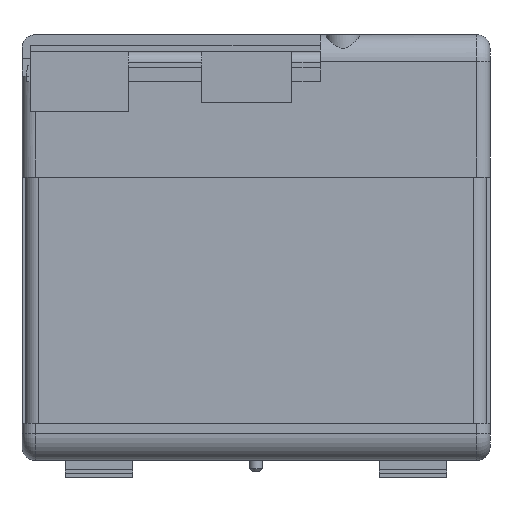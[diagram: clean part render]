
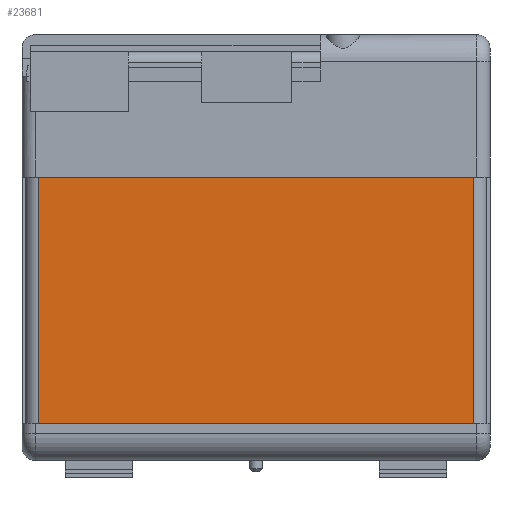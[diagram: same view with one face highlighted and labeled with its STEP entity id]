
A CAD part, front view. The second image highlights one B-rep face of the part: STEP entity #23681.
In plain terms, the highlighted planar face has unit normal (0, -1, 0).
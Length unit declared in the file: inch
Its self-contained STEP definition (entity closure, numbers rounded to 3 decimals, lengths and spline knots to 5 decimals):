
#133 = ORIENTED_EDGE ( 'NONE', *, *, #17133, .F. ) ;
#425 = EDGE_CURVE ( 'NONE', #25444, #26559, #10488, .T. ) ;
#3319 = CARTESIAN_POINT ( 'NONE',  ( -2.02, -2.9225, 0.655 ) ) ;
#3661 = DIRECTION ( 'NONE',  ( 0., 0., -1. ) ) ;
#3760 = CARTESIAN_POINT ( 'NONE',  ( -2.02, -2.9225, 0.655 ) ) ;
#4196 = FACE_OUTER_BOUND ( 'NONE', #16667, .T. ) ;
#5106 = EDGE_CURVE ( 'NONE', #18067, #15879, #5422, .T. ) ;
#5422 = LINE ( 'NONE', #8644, #18259 ) ;
#7804 = AXIS2_PLACEMENT_3D ( 'NONE', #26448, #12051, #28886 ) ;
#8644 = CARTESIAN_POINT ( 'NONE',  ( 2.02, -2.9225, 0.655 ) ) ;
#10488 = LINE ( 'NONE', #3760, #17644 ) ;
#11961 = PLANE ( 'NONE',  #7804 ) ;
#12051 = DIRECTION ( 'NONE',  ( 0., -1., 0. ) ) ;
#12104 = DIRECTION ( 'NONE',  ( -1., 0., 0. ) ) ;
#12186 = LINE ( 'NONE', #12579, #24973 ) ;
#12434 = CARTESIAN_POINT ( 'NONE',  ( 2.02, -2.9225, -1.63 ) ) ;
#12470 = DIRECTION ( 'NONE',  ( -1., 0., 0. ) ) ;
#12579 = CARTESIAN_POINT ( 'NONE',  ( 2.02, -2.9225, 0.655 ) ) ;
#13400 = VECTOR ( 'NONE', #12104, 39.37008 ) ;
#14160 = LINE ( 'NONE', #12434, #13400 ) ;
#15879 = VERTEX_POINT ( 'NONE', #17931 ) ;
#16667 = EDGE_LOOP ( 'NONE', ( #133, #31252, #17839, #19370 ) ) ;
#17133 = EDGE_CURVE ( 'NONE', #15879, #26559, #14160, .T. ) ;
#17351 = CARTESIAN_POINT ( 'NONE',  ( 2.02, -2.9225, 0.655 ) ) ;
#17644 = VECTOR ( 'NONE', #3661, 39.37008 ) ;
#17839 = ORIENTED_EDGE ( 'NONE', *, *, #19125, .T. ) ;
#17931 = CARTESIAN_POINT ( 'NONE',  ( 2.02, -2.9225, -1.63 ) ) ;
#18067 = VERTEX_POINT ( 'NONE', #17351 ) ;
#18259 = VECTOR ( 'NONE', #27910, 39.37008 ) ;
#18416 = CARTESIAN_POINT ( 'NONE',  ( -2.02, -2.9225, -1.63 ) ) ;
#19125 = EDGE_CURVE ( 'NONE', #18067, #25444, #12186, .T. ) ;
#19370 = ORIENTED_EDGE ( 'NONE', *, *, #425, .T. ) ;
#23681 = ADVANCED_FACE ( 'NONE', ( #4196 ), #11961, .T. ) ;
#24973 = VECTOR ( 'NONE', #12470, 39.37008 ) ;
#25444 = VERTEX_POINT ( 'NONE', #3319 ) ;
#26448 = CARTESIAN_POINT ( 'NONE',  ( 2.02, -2.9225, 0.655 ) ) ;
#26559 = VERTEX_POINT ( 'NONE', #18416 ) ;
#27910 = DIRECTION ( 'NONE',  ( 0., 0., -1. ) ) ;
#28886 = DIRECTION ( 'NONE',  ( 1., 0., 0. ) ) ;
#31252 = ORIENTED_EDGE ( 'NONE', *, *, #5106, .F. ) ;
